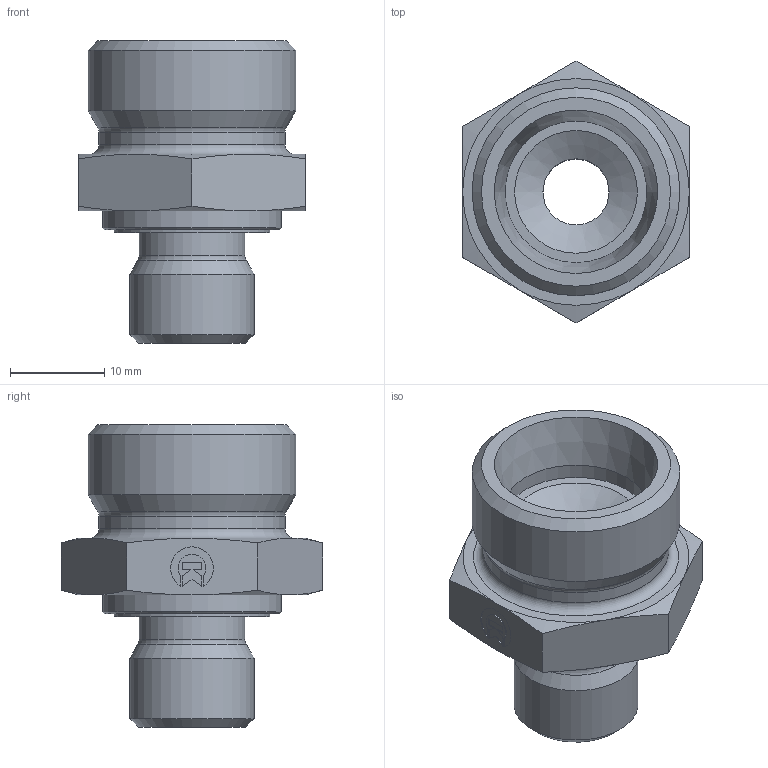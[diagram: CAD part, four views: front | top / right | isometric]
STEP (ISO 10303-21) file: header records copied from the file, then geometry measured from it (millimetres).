
FILE_DESCRIPTION((''),'2;1');
FILE_NAME('114152822.stp','2014-08-07T09:23:06',(''),('KNOMI spol. s r. o.'),'Autodesk Inventor 2012','Autodesk Inventor 2012','');
FILE_SCHEMA(('AUTOMOTIVE_DESIGN { 1 2 10303 214 0 1 1 1 }'));
Length unit declared in the file: millimetre
Products named in the file (3): PHER2 15LR1/4  G1/4/M22x1; 115 15 2822; 609141414
Assembly tree (2 placements, depth 2):
  PHER2 15LR1/4  G1/4/M22x1
    115 15 2822
    609141414
Bounding box: 24 x 27.71 x 32 mm (x, y, z)
Volume: 6853.5 mm3; surface area: 4074.4 mm2
Topology: 2 solids, 2 shells, 86 faces, 193 edges, 120 vertices
Faces by surface type: plane 45, cone 22, cylinder 14, torus 5
Full cylindrical faces by diameter (mm): 7 x1, 11.2 x1, 11.6 x1, 13.157 x1, 15 x1, 16.5 x1, 16.6 x1, 18.9 x1, 19.7 x1, 22 x1
Entity records: 2384 total; most frequent: CARTESIAN_POINT 421, DIRECTION 376, ORIENTED_EDGE 330, EDGE_CURVE 165, AXIS2_PLACEMENT_3D 144, EDGE_LOOP 124, VERTEX_POINT 117, VECTOR 88
